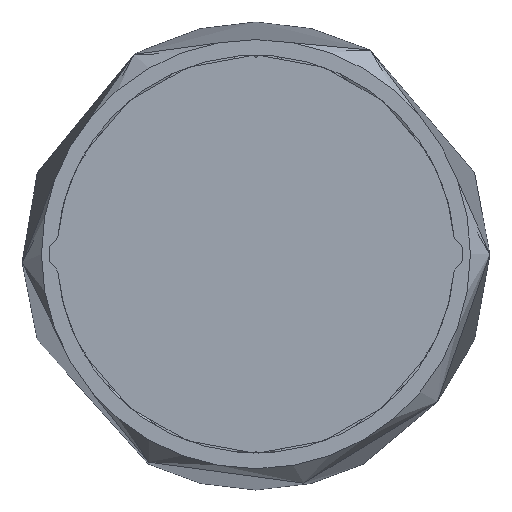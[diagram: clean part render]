
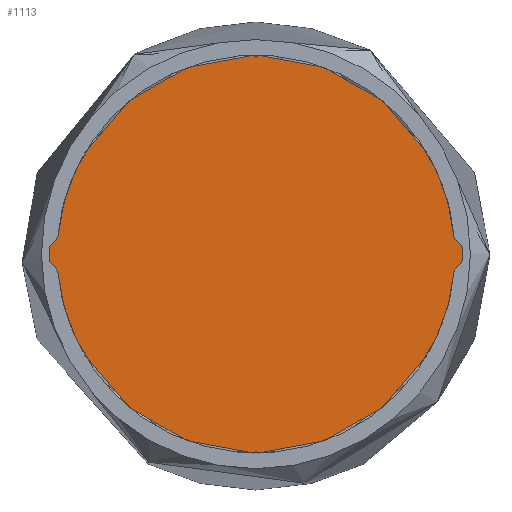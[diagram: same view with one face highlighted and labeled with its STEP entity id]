
A CAD part, top view. The second image highlights one B-rep face of the part: STEP entity #1113.
In plain terms, the highlighted planar face has unit normal (0, 0, 1).
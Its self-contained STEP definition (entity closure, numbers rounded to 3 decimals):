
#112=LINE('',#1706,#162);
#113=LINE('',#1714,#163);
#114=LINE('',#1718,#164);
#115=LINE('',#1722,#165);
#116=LINE('',#1726,#166);
#117=LINE('',#1730,#167);
#118=LINE('',#1734,#168);
#119=LINE('',#1742,#169);
#120=LINE('',#1746,#170);
#121=LINE('',#1750,#171);
#122=LINE('',#1754,#172);
#123=LINE('',#1757,#173);
#162=VECTOR('',#1345,0.108);
#163=VECTOR('',#1352,0.108);
#164=VECTOR('',#1355,0.108);
#165=VECTOR('',#1358,0.108);
#166=VECTOR('',#1361,0.108);
#167=VECTOR('',#1364,0.108);
#168=VECTOR('',#1367,0.108);
#169=VECTOR('',#1374,0.108);
#170=VECTOR('',#1377,0.108);
#171=VECTOR('',#1380,0.108);
#172=VECTOR('',#1383,0.108);
#173=VECTOR('',#1386,0.108);
#248=FACE_OUTER_BOUND('',#318,.T.);
#318=EDGE_LOOP('',(#775,#776,#777,#778,#779,#780,#781,#782,#783,#784,#785,
#786,#787,#788,#789,#790,#791,#792,#793,#794,#795,#796,#797,#798,#799,#800,
#801,#802));
#391=CIRCLE('',#1206,7.575);
#392=CIRCLE('',#1207,7.65);
#393=CIRCLE('',#1208,0.75);
#394=CIRCLE('',#1209,7.65);
#395=CIRCLE('',#1210,7.575);
#396=CIRCLE('',#1211,7.65);
#397=CIRCLE('',#1212,7.575);
#398=CIRCLE('',#1213,7.65);
#399=CIRCLE('',#1214,7.575);
#400=CIRCLE('',#1215,7.65);
#401=CIRCLE('',#1216,0.75);
#402=CIRCLE('',#1217,7.65);
#403=CIRCLE('',#1218,7.575);
#404=CIRCLE('',#1219,7.65);
#405=CIRCLE('',#1220,7.575);
#406=CIRCLE('',#1221,7.65);
#455=VERTEX_POINT('',#1702);
#456=VERTEX_POINT('',#1703);
#457=VERTEX_POINT('',#1705);
#458=VERTEX_POINT('',#1707);
#459=VERTEX_POINT('',#1709);
#460=VERTEX_POINT('',#1711);
#461=VERTEX_POINT('',#1713);
#462=VERTEX_POINT('',#1715);
#463=VERTEX_POINT('',#1717);
#464=VERTEX_POINT('',#1719);
#465=VERTEX_POINT('',#1721);
#466=VERTEX_POINT('',#1723);
#467=VERTEX_POINT('',#1725);
#468=VERTEX_POINT('',#1727);
#469=VERTEX_POINT('',#1729);
#470=VERTEX_POINT('',#1731);
#471=VERTEX_POINT('',#1733);
#472=VERTEX_POINT('',#1735);
#473=VERTEX_POINT('',#1737);
#474=VERTEX_POINT('',#1739);
#475=VERTEX_POINT('',#1741);
#476=VERTEX_POINT('',#1743);
#477=VERTEX_POINT('',#1745);
#478=VERTEX_POINT('',#1747);
#479=VERTEX_POINT('',#1749);
#480=VERTEX_POINT('',#1751);
#481=VERTEX_POINT('',#1753);
#482=VERTEX_POINT('',#1755);
#587=EDGE_CURVE('',#455,#456,#391,.T.);
#588=EDGE_CURVE('',#457,#455,#112,.T.);
#589=EDGE_CURVE('',#458,#457,#392,.T.);
#590=EDGE_CURVE('',#459,#458,#393,.T.);
#591=EDGE_CURVE('',#460,#459,#394,.T.);
#592=EDGE_CURVE('',#461,#460,#113,.T.);
#593=EDGE_CURVE('',#462,#461,#395,.T.);
#594=EDGE_CURVE('',#463,#462,#114,.T.);
#595=EDGE_CURVE('',#464,#463,#396,.T.);
#596=EDGE_CURVE('',#465,#464,#115,.T.);
#597=EDGE_CURVE('',#465,#466,#397,.T.);
#598=EDGE_CURVE('',#467,#466,#116,.T.);
#599=EDGE_CURVE('',#467,#468,#398,.T.);
#600=EDGE_CURVE('',#469,#468,#117,.T.);
#601=EDGE_CURVE('',#470,#469,#399,.T.);
#602=EDGE_CURVE('',#471,#470,#118,.T.);
#603=EDGE_CURVE('',#472,#471,#400,.T.);
#604=EDGE_CURVE('',#473,#472,#401,.T.);
#605=EDGE_CURVE('',#474,#473,#402,.T.);
#606=EDGE_CURVE('',#475,#474,#119,.T.);
#607=EDGE_CURVE('',#476,#475,#403,.T.);
#608=EDGE_CURVE('',#477,#476,#120,.T.);
#609=EDGE_CURVE('',#478,#477,#404,.T.);
#610=EDGE_CURVE('',#479,#478,#121,.T.);
#611=EDGE_CURVE('',#479,#480,#405,.T.);
#612=EDGE_CURVE('',#481,#480,#122,.T.);
#613=EDGE_CURVE('',#481,#482,#406,.T.);
#614=EDGE_CURVE('',#456,#482,#123,.T.);
#775=ORIENTED_EDGE('',*,*,#587,.F.);
#776=ORIENTED_EDGE('',*,*,#588,.F.);
#777=ORIENTED_EDGE('',*,*,#589,.F.);
#778=ORIENTED_EDGE('',*,*,#590,.F.);
#779=ORIENTED_EDGE('',*,*,#591,.F.);
#780=ORIENTED_EDGE('',*,*,#592,.F.);
#781=ORIENTED_EDGE('',*,*,#593,.F.);
#782=ORIENTED_EDGE('',*,*,#594,.F.);
#783=ORIENTED_EDGE('',*,*,#595,.F.);
#784=ORIENTED_EDGE('',*,*,#596,.F.);
#785=ORIENTED_EDGE('',*,*,#597,.T.);
#786=ORIENTED_EDGE('',*,*,#598,.F.);
#787=ORIENTED_EDGE('',*,*,#599,.T.);
#788=ORIENTED_EDGE('',*,*,#600,.F.);
#789=ORIENTED_EDGE('',*,*,#601,.F.);
#790=ORIENTED_EDGE('',*,*,#602,.F.);
#791=ORIENTED_EDGE('',*,*,#603,.F.);
#792=ORIENTED_EDGE('',*,*,#604,.F.);
#793=ORIENTED_EDGE('',*,*,#605,.F.);
#794=ORIENTED_EDGE('',*,*,#606,.F.);
#795=ORIENTED_EDGE('',*,*,#607,.F.);
#796=ORIENTED_EDGE('',*,*,#608,.F.);
#797=ORIENTED_EDGE('',*,*,#609,.F.);
#798=ORIENTED_EDGE('',*,*,#610,.F.);
#799=ORIENTED_EDGE('',*,*,#611,.T.);
#800=ORIENTED_EDGE('',*,*,#612,.F.);
#801=ORIENTED_EDGE('',*,*,#613,.T.);
#802=ORIENTED_EDGE('',*,*,#614,.F.);
#1023=PLANE('',#1205);
#1113=ADVANCED_FACE('',(#248),#1023,.F.);
#1205=AXIS2_PLACEMENT_3D('',#1701,#1341,#1342);
#1206=AXIS2_PLACEMENT_3D('',#1704,#1343,#1344);
#1207=AXIS2_PLACEMENT_3D('',#1708,#1346,#1347);
#1208=AXIS2_PLACEMENT_3D('',#1710,#1348,#1349);
#1209=AXIS2_PLACEMENT_3D('',#1712,#1350,#1351);
#1210=AXIS2_PLACEMENT_3D('',#1716,#1353,#1354);
#1211=AXIS2_PLACEMENT_3D('',#1720,#1356,#1357);
#1212=AXIS2_PLACEMENT_3D('',#1724,#1359,#1360);
#1213=AXIS2_PLACEMENT_3D('',#1728,#1362,#1363);
#1214=AXIS2_PLACEMENT_3D('',#1732,#1365,#1366);
#1215=AXIS2_PLACEMENT_3D('',#1736,#1368,#1369);
#1216=AXIS2_PLACEMENT_3D('',#1738,#1370,#1371);
#1217=AXIS2_PLACEMENT_3D('',#1740,#1372,#1373);
#1218=AXIS2_PLACEMENT_3D('',#1744,#1375,#1376);
#1219=AXIS2_PLACEMENT_3D('',#1748,#1378,#1379);
#1220=AXIS2_PLACEMENT_3D('',#1752,#1381,#1382);
#1221=AXIS2_PLACEMENT_3D('',#1756,#1384,#1385);
#1341=DIRECTION('center_axis',(0.,0.,-1.));
#1342=DIRECTION('ref_axis',(1.,0.,0.));
#1343=DIRECTION('center_axis',(0.,0.,-1.));
#1344=DIRECTION('ref_axis',(0.867,-0.498,0.));
#1345=DIRECTION('',(-0.96,-0.28,0.));
#1346=DIRECTION('center_axis',(0.,0.,-1.));
#1347=DIRECTION('ref_axis',(0.996,-0.085,0.));
#1348=DIRECTION('center_axis',(0.,0.,-1.));
#1349=DIRECTION('ref_axis',(0.496,0.868,0.));
#1350=DIRECTION('center_axis',(0.,0.,-1.));
#1351=DIRECTION('ref_axis',(0.872,0.49,0.));
#1352=DIRECTION('',(0.96,-0.28,0.));
#1353=DIRECTION('center_axis',(0.,0.,-1.));
#1354=DIRECTION('ref_axis',(0.865,0.502,0.));
#1355=DIRECTION('',(-0.238,-0.971,0.));
#1356=DIRECTION('center_axis',(0.,0.,-1.));
#1357=DIRECTION('ref_axis',(0.855,0.519,0.));
#1358=DIRECTION('',(0.722,0.691,0.));
#1359=DIRECTION('center_axis',(0.,0.,1.));
#1360=DIRECTION('ref_axis',(0.002,1.,0.));
#1361=DIRECTION('',(0.722,-0.691,0.));
#1362=DIRECTION('center_axis',(0.,0.,1.));
#1363=DIRECTION('ref_axis',(-0.012,1.,0.));
#1364=DIRECTION('',(-0.238,0.971,0.));
#1365=DIRECTION('center_axis',(0.,0.,-1.));
#1366=DIRECTION('ref_axis',(-0.867,0.498,0.));
#1367=DIRECTION('',(0.96,0.28,0.));
#1368=DIRECTION('center_axis',(0.,0.,-1.));
#1369=DIRECTION('ref_axis',(-0.877,0.481,0.));
#1370=DIRECTION('center_axis',(0.,0.,-1.));
#1371=DIRECTION('ref_axis',(-0.638,0.77,0.));
#1372=DIRECTION('center_axis',(0.,0.,-1.));
#1373=DIRECTION('ref_axis',(-0.872,-0.49,0.));
#1374=DIRECTION('',(-0.96,0.28,0.));
#1375=DIRECTION('center_axis',(0.,0.,-1.));
#1376=DIRECTION('ref_axis',(-0.865,-0.502,0.));
#1377=DIRECTION('',(0.238,0.971,0.));
#1378=DIRECTION('center_axis',(0.,0.,-1.));
#1379=DIRECTION('ref_axis',(-0.855,-0.519,0.));
#1380=DIRECTION('',(-0.722,-0.691,0.));
#1381=DIRECTION('center_axis',(0.,0.,1.));
#1382=DIRECTION('ref_axis',(-0.002,-1.,0.));
#1383=DIRECTION('',(-0.722,0.691,0.));
#1384=DIRECTION('center_axis',(0.,0.,1.));
#1385=DIRECTION('ref_axis',(0.012,-1.,0.));
#1386=DIRECTION('',(0.238,-0.971,0.));
#1701=CARTESIAN_POINT('Origin',(0.,0.,50.));
#1702=CARTESIAN_POINT('',(6.567,-3.776,50.));
#1703=CARTESIAN_POINT('',(6.553,-3.799,50.));
#1704=CARTESIAN_POINT('Origin',(0.,0.,50.));
#1705=CARTESIAN_POINT('',(6.67,-3.745,50.));
#1706=CARTESIAN_POINT('',(6.67,-3.745,50.));
#1707=CARTESIAN_POINT('',(7.622,-0.651,50.));
#1708=CARTESIAN_POINT('Origin',(0.,0.,50.));
#1709=CARTESIAN_POINT('',(7.622,0.651,50.));
#1710=CARTESIAN_POINT('Origin',(7.25,0.,50.));
#1711=CARTESIAN_POINT('',(6.67,3.745,50.));
#1712=CARTESIAN_POINT('Origin',(0.,0.,50.));
#1713=CARTESIAN_POINT('',(6.567,3.776,50.));
#1714=CARTESIAN_POINT('',(6.567,3.776,50.));
#1715=CARTESIAN_POINT('',(6.553,3.799,50.));
#1716=CARTESIAN_POINT('Origin',(0.,0.,50.));
#1717=CARTESIAN_POINT('',(6.579,3.904,50.));
#1718=CARTESIAN_POINT('',(6.579,3.904,50.));
#1719=CARTESIAN_POINT('',(0.091,7.649,50.));
#1720=CARTESIAN_POINT('Origin',(0.,0.,50.));
#1721=CARTESIAN_POINT('',(0.014,7.575,50.));
#1722=CARTESIAN_POINT('',(0.014,7.575,50.));
#1723=CARTESIAN_POINT('',(-0.014,7.575,50.));
#1724=CARTESIAN_POINT('Origin',(0.,0.,50.));
#1725=CARTESIAN_POINT('',(-0.091,7.649,50.));
#1726=CARTESIAN_POINT('',(-0.091,7.649,50.));
#1727=CARTESIAN_POINT('',(-6.579,3.904,50.));
#1728=CARTESIAN_POINT('Origin',(0.,0.,50.));
#1729=CARTESIAN_POINT('',(-6.553,3.799,50.));
#1730=CARTESIAN_POINT('',(-6.553,3.799,50.));
#1731=CARTESIAN_POINT('',(-6.567,3.776,50.));
#1732=CARTESIAN_POINT('Origin',(0.,0.,50.));
#1733=CARTESIAN_POINT('',(-6.67,3.745,50.));
#1734=CARTESIAN_POINT('',(-6.67,3.745,50.));
#1735=CARTESIAN_POINT('',(-7.622,0.651,50.));
#1736=CARTESIAN_POINT('Origin',(0.,0.,50.));
#1737=CARTESIAN_POINT('',(-7.622,-0.651,50.));
#1738=CARTESIAN_POINT('Origin',(-7.25,0.,50.));
#1739=CARTESIAN_POINT('',(-6.67,-3.745,50.));
#1740=CARTESIAN_POINT('Origin',(0.,0.,50.));
#1741=CARTESIAN_POINT('',(-6.567,-3.776,50.));
#1742=CARTESIAN_POINT('',(-6.567,-3.776,50.));
#1743=CARTESIAN_POINT('',(-6.553,-3.799,50.));
#1744=CARTESIAN_POINT('Origin',(0.,0.,50.));
#1745=CARTESIAN_POINT('',(-6.579,-3.904,50.));
#1746=CARTESIAN_POINT('',(-6.579,-3.904,50.));
#1747=CARTESIAN_POINT('',(-0.091,-7.649,50.));
#1748=CARTESIAN_POINT('Origin',(0.,0.,50.));
#1749=CARTESIAN_POINT('',(-0.014,-7.575,50.));
#1750=CARTESIAN_POINT('',(-0.014,-7.575,50.));
#1751=CARTESIAN_POINT('',(0.014,-7.575,50.));
#1752=CARTESIAN_POINT('Origin',(0.,0.,50.));
#1753=CARTESIAN_POINT('',(0.091,-7.649,50.));
#1754=CARTESIAN_POINT('',(0.091,-7.649,50.));
#1755=CARTESIAN_POINT('',(6.579,-3.904,50.));
#1756=CARTESIAN_POINT('Origin',(0.,0.,50.));
#1757=CARTESIAN_POINT('',(6.553,-3.799,50.));
